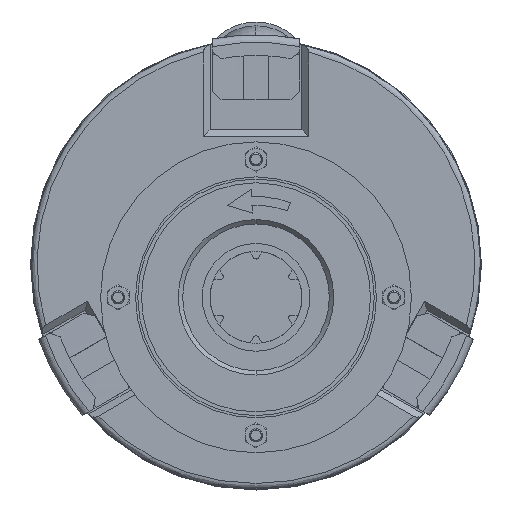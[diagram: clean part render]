
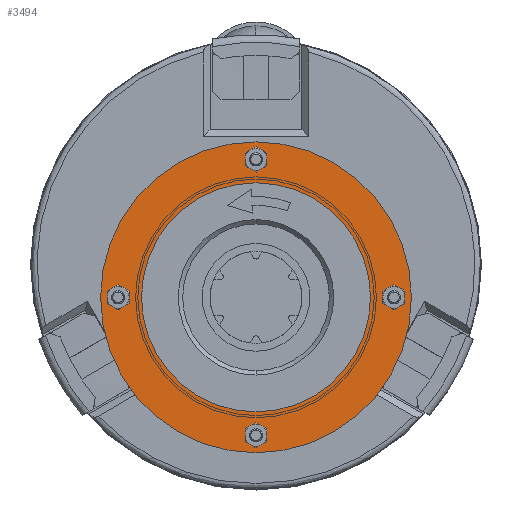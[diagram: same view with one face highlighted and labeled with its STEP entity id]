
A CAD part, front view. The second image highlights one B-rep face of the part: STEP entity #3494.
In plain terms, the highlighted face is planar.
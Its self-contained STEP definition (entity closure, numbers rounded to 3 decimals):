
#199 = AXIS2_PLACEMENT_3D ( 'NONE', #31064, #6260, #44841 ) ;
#1147 = AXIS2_PLACEMENT_3D ( 'NONE', #27652, #5857, #26975 ) ;
#1246 = CARTESIAN_POINT ( 'NONE',  ( -63., 0., 3. ) ) ;
#1290 = DIRECTION ( 'NONE',  ( 0., 0., 1. ) ) ;
#1292 = VERTEX_POINT ( 'NONE', #21558 ) ;
#1310 = DIRECTION ( 'NONE',  ( 0., 0., -1. ) ) ;
#1615 = CARTESIAN_POINT ( 'NONE',  ( 0., 0., 3. ) ) ;
#2335 = EDGE_CURVE ( 'NONE', #40156, #9120, #33296, .T. ) ;
#2640 = FACE_BOUND ( 'NONE', #22360, .T. ) ;
#3067 = CARTESIAN_POINT ( 'NONE',  ( 0., -63., 3. ) ) ;
#3390 = AXIS2_PLACEMENT_3D ( 'NONE', #18013, #39592, #11143 ) ;
#3494 = ADVANCED_FACE ( 'NONE', ( #16176, #41233, #16630, #30661, #44216, #2640 ), #30209, .T. ) ;
#4507 = EDGE_CURVE ( 'NONE', #1292, #10284, #17775, .T. ) ;
#5441 = DIRECTION ( 'NONE',  ( 0., 0., 1. ) ) ;
#5586 = DIRECTION ( 'NONE',  ( 0., 0., -1. ) ) ;
#5706 = VERTEX_POINT ( 'NONE', #42552 ) ;
#5811 = VERTEX_POINT ( 'NONE', #26888 ) ;
#5857 = DIRECTION ( 'NONE',  ( 0., 0., -1. ) ) ;
#6004 = CARTESIAN_POINT ( 'NONE',  ( 63., -2.5, 3. ) ) ;
#6260 = DIRECTION ( 'NONE',  ( 0., 0., -1. ) ) ;
#7560 = EDGE_CURVE ( 'NONE', #9120, #40156, #42569, .T. ) ;
#8662 = DIRECTION ( 'NONE',  ( 1., 0., 0. ) ) ;
#9120 = VERTEX_POINT ( 'NONE', #26037 ) ;
#9488 = EDGE_CURVE ( 'NONE', #5706, #31508, #38977, .T. ) ;
#9967 = DIRECTION ( 'NONE',  ( 1., 0., 0. ) ) ;
#10284 = VERTEX_POINT ( 'NONE', #12989 ) ;
#10334 = CARTESIAN_POINT ( 'NONE',  ( 2.5, -63., 3. ) ) ;
#10661 = CARTESIAN_POINT ( 'NONE',  ( 0., 63., 3. ) ) ;
#11143 = DIRECTION ( 'NONE',  ( 0., 1., 0. ) ) ;
#11428 = ORIENTED_EDGE ( 'NONE', *, *, #40524, .F. ) ;
#11446 = EDGE_LOOP ( 'NONE', ( #40514, #25029 ) ) ;
#11598 = DIRECTION ( 'NONE',  ( 0., 0., -1. ) ) ;
#11995 = CIRCLE ( 'NONE', #14941, 2.5 ) ;
#12091 = CARTESIAN_POINT ( 'NONE',  ( 0., 0., 3. ) ) ;
#12114 = DIRECTION ( 'NONE',  ( 0., -1., 0. ) ) ;
#12989 = CARTESIAN_POINT ( 'NONE',  ( 52.3, 0., 3. ) ) ;
#13528 = VERTEX_POINT ( 'NONE', #34318 ) ;
#14470 = AXIS2_PLACEMENT_3D ( 'NONE', #15752, #5441, #22887 ) ;
#14941 = AXIS2_PLACEMENT_3D ( 'NONE', #37569, #30660, #16846 ) ;
#15121 = CARTESIAN_POINT ( 'NONE',  ( 71., 0., 3. ) ) ;
#15145 = CARTESIAN_POINT ( 'NONE',  ( -2.5, -63., 3. ) ) ;
#15675 = DIRECTION ( 'NONE',  ( -1., 0., 0. ) ) ;
#15687 = VERTEX_POINT ( 'NONE', #17822 ) ;
#15752 = CARTESIAN_POINT ( 'NONE',  ( 0., 0., 3. ) ) ;
#16176 = FACE_OUTER_BOUND ( 'NONE', #34308, .T. ) ;
#16248 = ORIENTED_EDGE ( 'NONE', *, *, #21178, .F. ) ;
#16389 = DIRECTION ( 'NONE',  ( 0., 0., -1. ) ) ;
#16630 = FACE_BOUND ( 'NONE', #32436, .T. ) ;
#16846 = DIRECTION ( 'NONE',  ( 1., 0., 0. ) ) ;
#17336 = ORIENTED_EDGE ( 'NONE', *, *, #25347, .F. ) ;
#17775 = CIRCLE ( 'NONE', #43467, 52.3 ) ;
#17799 = EDGE_CURVE ( 'NONE', #10284, #1292, #24024, .T. ) ;
#17822 = CARTESIAN_POINT ( 'NONE',  ( -63., -2.5, 3. ) ) ;
#18013 = CARTESIAN_POINT ( 'NONE',  ( 63., 0., 3. ) ) ;
#18591 = EDGE_CURVE ( 'NONE', #39031, #28242, #44864, .T. ) ;
#19295 = DIRECTION ( 'NONE',  ( 0., 0., 1. ) ) ;
#19412 = EDGE_LOOP ( 'NONE', ( #25403, #30948 ) ) ;
#19615 = DIRECTION ( 'NONE',  ( 0., -1., 0. ) ) ;
#19773 = EDGE_CURVE ( 'NONE', #15687, #13528, #39770, .T. ) ;
#19961 = AXIS2_PLACEMENT_3D ( 'NONE', #1246, #11598, #19615 ) ;
#20334 = ORIENTED_EDGE ( 'NONE', *, *, #7560, .F. ) ;
#21178 = EDGE_CURVE ( 'NONE', #28242, #39031, #11995, .T. ) ;
#21558 = CARTESIAN_POINT ( 'NONE',  ( -52.3, 0., 3. ) ) ;
#22113 = CIRCLE ( 'NONE', #27975, 2.5 ) ;
#22360 = EDGE_LOOP ( 'NONE', ( #45219, #11428 ) ) ;
#22887 = DIRECTION ( 'NONE',  ( 1., 0., 0. ) ) ;
#23197 = EDGE_CURVE ( 'NONE', #36976, #5811, #28798, .T. ) ;
#23581 = AXIS2_PLACEMENT_3D ( 'NONE', #3067, #16389, #9967 ) ;
#23953 = CIRCLE ( 'NONE', #3390, 2.5 ) ;
#24024 = CIRCLE ( 'NONE', #14470, 52.3 ) ;
#24909 = EDGE_LOOP ( 'NONE', ( #32310, #20334 ) ) ;
#25029 = ORIENTED_EDGE ( 'NONE', *, *, #23197, .F. ) ;
#25347 = EDGE_CURVE ( 'NONE', #31508, #5706, #25964, .T. ) ;
#25403 = ORIENTED_EDGE ( 'NONE', *, *, #17799, .T. ) ;
#25964 = CIRCLE ( 'NONE', #37730, 71. ) ;
#26037 = CARTESIAN_POINT ( 'NONE',  ( 2.5, 63., 3. ) ) ;
#26461 = AXIS2_PLACEMENT_3D ( 'NONE', #42500, #37410, #33500 ) ;
#26888 = CARTESIAN_POINT ( 'NONE',  ( 63., 2.5, 3. ) ) ;
#26975 = DIRECTION ( 'NONE',  ( 0., 1., 0. ) ) ;
#27652 = CARTESIAN_POINT ( 'NONE',  ( -142., -142., 3. ) ) ;
#27975 = AXIS2_PLACEMENT_3D ( 'NONE', #42701, #1310, #12114 ) ;
#28242 = VERTEX_POINT ( 'NONE', #10334 ) ;
#28798 = CIRCLE ( 'NONE', #199, 2.5 ) ;
#29609 = AXIS2_PLACEMENT_3D ( 'NONE', #10661, #31326, #38682 ) ;
#30209 = PLANE ( 'NONE',  #1147 ) ;
#30548 = ORIENTED_EDGE ( 'NONE', *, *, #18591, .F. ) ;
#30660 = DIRECTION ( 'NONE',  ( 0., 0., -1. ) ) ;
#30661 = FACE_BOUND ( 'NONE', #11446, .T. ) ;
#30948 = ORIENTED_EDGE ( 'NONE', *, *, #4507, .T. ) ;
#30987 = CARTESIAN_POINT ( 'NONE',  ( -2.5, 63., 3. ) ) ;
#31064 = CARTESIAN_POINT ( 'NONE',  ( 63., 0., 3. ) ) ;
#31326 = DIRECTION ( 'NONE',  ( 0., 0., -1. ) ) ;
#31508 = VERTEX_POINT ( 'NONE', #15121 ) ;
#31880 = EDGE_CURVE ( 'NONE', #5811, #36976, #23953, .T. ) ;
#32284 = AXIS2_PLACEMENT_3D ( 'NONE', #44620, #5586, #15675 ) ;
#32310 = ORIENTED_EDGE ( 'NONE', *, *, #2335, .F. ) ;
#32436 = EDGE_LOOP ( 'NONE', ( #16248, #30548 ) ) ;
#33296 = CIRCLE ( 'NONE', #29609, 2.5 ) ;
#33500 = DIRECTION ( 'NONE',  ( 1., 0., 0. ) ) ;
#34308 = EDGE_LOOP ( 'NONE', ( #17336, #42007 ) ) ;
#34318 = CARTESIAN_POINT ( 'NONE',  ( -63., 2.5, 3. ) ) ;
#36781 = DIRECTION ( 'NONE',  ( 1., 0., 0. ) ) ;
#36976 = VERTEX_POINT ( 'NONE', #6004 ) ;
#37410 = DIRECTION ( 'NONE',  ( 0., 0., 1. ) ) ;
#37569 = CARTESIAN_POINT ( 'NONE',  ( 0., -63., 3. ) ) ;
#37730 = AXIS2_PLACEMENT_3D ( 'NONE', #12091, #1290, #8662 ) ;
#38682 = DIRECTION ( 'NONE',  ( -1., 0., 0. ) ) ;
#38977 = CIRCLE ( 'NONE', #26461, 71. ) ;
#39031 = VERTEX_POINT ( 'NONE', #15145 ) ;
#39592 = DIRECTION ( 'NONE',  ( 0., 0., -1. ) ) ;
#39770 = CIRCLE ( 'NONE', #19961, 2.5 ) ;
#40156 = VERTEX_POINT ( 'NONE', #30987 ) ;
#40514 = ORIENTED_EDGE ( 'NONE', *, *, #31880, .F. ) ;
#40524 = EDGE_CURVE ( 'NONE', #13528, #15687, #22113, .T. ) ;
#41233 = FACE_BOUND ( 'NONE', #19412, .T. ) ;
#42007 = ORIENTED_EDGE ( 'NONE', *, *, #9488, .F. ) ;
#42500 = CARTESIAN_POINT ( 'NONE',  ( 0., 0., 3. ) ) ;
#42552 = CARTESIAN_POINT ( 'NONE',  ( -71., 0., 3. ) ) ;
#42569 = CIRCLE ( 'NONE', #32284, 2.5 ) ;
#42701 = CARTESIAN_POINT ( 'NONE',  ( -63., 0., 3. ) ) ;
#43467 = AXIS2_PLACEMENT_3D ( 'NONE', #1615, #19295, #36781 ) ;
#44216 = FACE_BOUND ( 'NONE', #24909, .T. ) ;
#44620 = CARTESIAN_POINT ( 'NONE',  ( 0., 63., 3. ) ) ;
#44841 = DIRECTION ( 'NONE',  ( 0., 1., 0. ) ) ;
#44864 = CIRCLE ( 'NONE', #23581, 2.5 ) ;
#45219 = ORIENTED_EDGE ( 'NONE', *, *, #19773, .F. ) ;
